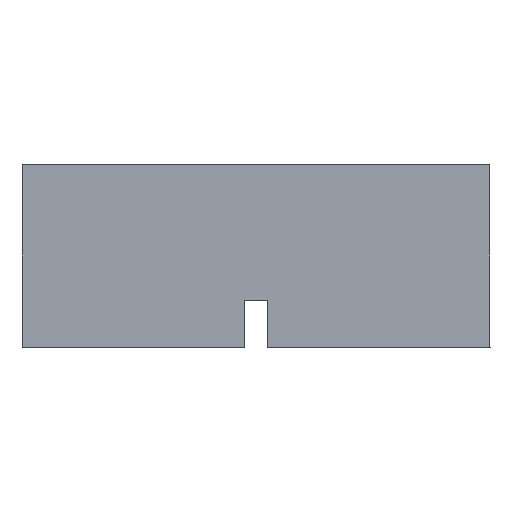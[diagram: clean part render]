
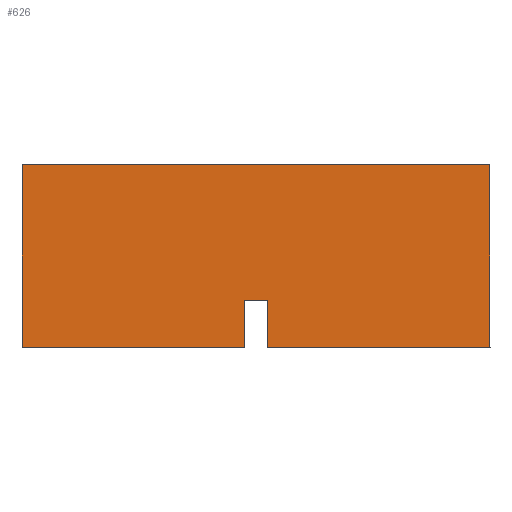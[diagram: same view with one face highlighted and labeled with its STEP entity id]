
A CAD part, left-side view. The second image highlights one B-rep face of the part: STEP entity #626.
In plain terms, the highlighted planar face has unit normal (-1, 0, 0).
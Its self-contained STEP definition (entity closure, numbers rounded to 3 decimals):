
#50=PLANE('',#690);
#77=FACE_OUTER_BOUND('',#120,.T.);
#120=EDGE_LOOP('',(#526,#527,#528,#529,#530,#531,#532,#533));
#141=LINE('',#913,#204);
#155=LINE('',#966,#218);
#171=LINE('',#998,#234);
#183=LINE('',#1020,#246);
#184=LINE('',#1022,#247);
#185=LINE('',#1025,#248);
#186=LINE('',#1030,#249);
#187=LINE('',#1031,#250);
#204=VECTOR('',#729,10.);
#218=VECTOR('',#783,10.);
#234=VECTOR('',#805,10.);
#246=VECTOR('',#819,10.);
#247=VECTOR('',#822,10.);
#248=VECTOR('',#827,10.);
#249=VECTOR('',#836,10.);
#250=VECTOR('',#837,10.);
#286=VERTEX_POINT('',#906);
#289=VERTEX_POINT('',#911);
#307=VERTEX_POINT('',#963);
#308=VERTEX_POINT('',#965);
#319=VERTEX_POINT('',#994);
#321=VERTEX_POINT('',#997);
#326=VERTEX_POINT('',#1009);
#330=VERTEX_POINT('',#1018);
#346=EDGE_CURVE('',#289,#286,#141,.T.);
#371=EDGE_CURVE('',#308,#307,#155,.T.);
#387=EDGE_CURVE('',#321,#319,#171,.T.);
#399=EDGE_CURVE('',#326,#330,#183,.T.);
#400=EDGE_CURVE('',#307,#326,#184,.T.);
#402=EDGE_CURVE('',#286,#330,#185,.T.);
#405=EDGE_CURVE('',#321,#289,#186,.T.);
#406=EDGE_CURVE('',#319,#308,#187,.T.);
#526=ORIENTED_EDGE('',*,*,#400,.T.);
#527=ORIENTED_EDGE('',*,*,#399,.T.);
#528=ORIENTED_EDGE('',*,*,#402,.F.);
#529=ORIENTED_EDGE('',*,*,#346,.F.);
#530=ORIENTED_EDGE('',*,*,#405,.F.);
#531=ORIENTED_EDGE('',*,*,#387,.T.);
#532=ORIENTED_EDGE('',*,*,#406,.T.);
#533=ORIENTED_EDGE('',*,*,#371,.T.);
#626=ADVANCED_FACE('',(#77),#50,.T.);
#690=AXIS2_PLACEMENT_3D('',#1029,#834,#835);
#729=DIRECTION('',(0.,-1.,0.));
#783=DIRECTION('',(0.,-1.,0.));
#805=DIRECTION('',(0.,-1.,0.));
#819=DIRECTION('',(0.,-1.,0.));
#822=DIRECTION('',(0.,0.,-1.));
#827=DIRECTION('',(0.,0.,-1.));
#834=DIRECTION('center_axis',(-1.,0.,0.));
#835=DIRECTION('ref_axis',(0.,-1.,0.));
#836=DIRECTION('',(0.,0.,1.));
#837=DIRECTION('',(0.,0.,1.));
#906=CARTESIAN_POINT('',(0.,-25.,1.5));
#911=CARTESIAN_POINT('',(0.,0.,1.5));
#913=CARTESIAN_POINT('',(0.,-25.,1.5));
#963=CARTESIAN_POINT('',(0.,-13.125,-5.75));
#965=CARTESIAN_POINT('',(0.,-11.875,-5.75));
#966=CARTESIAN_POINT('',(0.,-6.25,-5.75));
#994=CARTESIAN_POINT('',(0.,-11.875,-8.25));
#997=CARTESIAN_POINT('',(0.,0.,-8.25));
#998=CARTESIAN_POINT('',(0.,-6.25,-8.25));
#1009=CARTESIAN_POINT('',(0.,-13.125,-8.25));
#1018=CARTESIAN_POINT('',(0.,-25.,-8.25));
#1020=CARTESIAN_POINT('',(0.,-6.25,-8.25));
#1022=CARTESIAN_POINT('',(0.,-13.125,-4.375));
#1025=CARTESIAN_POINT('',(0.,-25.,0.));
#1029=CARTESIAN_POINT('Origin',(0.,0.,0.));
#1030=CARTESIAN_POINT('',(0.,0.,0.));
#1031=CARTESIAN_POINT('',(0.,-11.875,-4.375));
